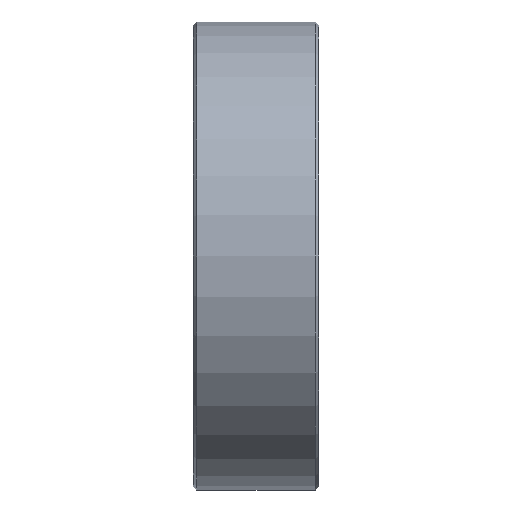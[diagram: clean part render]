
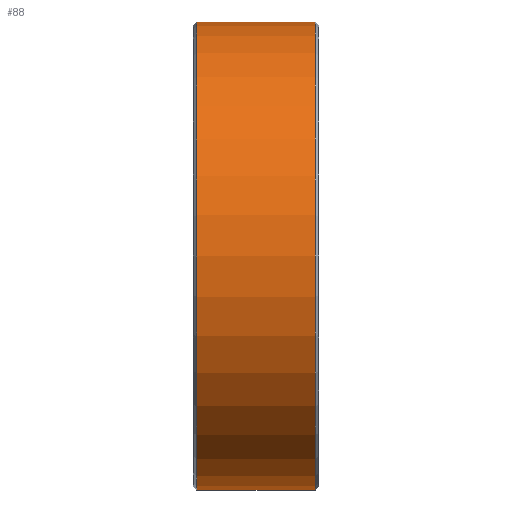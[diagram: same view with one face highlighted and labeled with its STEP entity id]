
A CAD part, left-side view. The second image highlights one B-rep face of the part: STEP entity #88.
In plain terms, the highlighted cylindrical face has radius 7.475 mm (diameter 14.95 mm), a partial arc.
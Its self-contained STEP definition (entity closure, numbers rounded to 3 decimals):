
#6 = CARTESIAN_POINT ( 'NONE',  ( 0., -1.9, 7.475 ) ) ;
#7 = CARTESIAN_POINT ( 'NONE',  ( 0., 1.9, -7.475 ) ) ;
#22 = CIRCLE ( 'NONE', #187, 7.475 ) ;
#35 = DIRECTION ( 'NONE',  ( 0., -1., 0. ) ) ;
#65 = CARTESIAN_POINT ( 'NONE',  ( 0., 1.9, 0. ) ) ;
#78 = AXIS2_PLACEMENT_3D ( 'NONE', #161, #341, #282 ) ;
#84 = LINE ( 'NONE', #272, #370 ) ;
#85 = AXIS2_PLACEMENT_3D ( 'NONE', #344, #97, #205 ) ;
#88 = ADVANCED_FACE ( 'NONE', ( #262 ), #263, .T. ) ;
#97 = DIRECTION ( 'NONE',  ( 0., -1., 0. ) ) ;
#101 = DIRECTION ( 'NONE',  ( 0., 0., 1. ) ) ;
#125 = EDGE_CURVE ( 'NONE', #275, #439, #347, .T. ) ;
#154 = ORIENTED_EDGE ( 'NONE', *, *, #367, .F. ) ;
#161 = CARTESIAN_POINT ( 'NONE',  ( 0., -1.9, 0. ) ) ;
#165 = CARTESIAN_POINT ( 'NONE',  ( 0., 1.9, 7.475 ) ) ;
#178 = EDGE_CURVE ( 'NONE', #265, #275, #84, .T. ) ;
#180 = VERTEX_POINT ( 'NONE', #165 ) ;
#187 = AXIS2_PLACEMENT_3D ( 'NONE', #65, #243, #101 ) ;
#191 = LINE ( 'NONE', #248, #276 ) ;
#205 = DIRECTION ( 'NONE',  ( 0., 0., -1. ) ) ;
#209 = EDGE_LOOP ( 'NONE', ( #154, #405, #390, #401 ) ) ;
#243 = DIRECTION ( 'NONE',  ( 0., -1., 0. ) ) ;
#248 = CARTESIAN_POINT ( 'NONE',  ( 0., 2., 7.475 ) ) ;
#262 = FACE_OUTER_BOUND ( 'NONE', #209, .T. ) ;
#263 = CYLINDRICAL_SURFACE ( 'NONE', #85, 7.475 ) ;
#265 = VERTEX_POINT ( 'NONE', #7 ) ;
#272 = CARTESIAN_POINT ( 'NONE',  ( 0., 2., -7.475 ) ) ;
#275 = VERTEX_POINT ( 'NONE', #279 ) ;
#276 = VECTOR ( 'NONE', #35, 1000. ) ;
#279 = CARTESIAN_POINT ( 'NONE',  ( 0., -1.9, -7.475 ) ) ;
#282 = DIRECTION ( 'NONE',  ( 0., 0., 1. ) ) ;
#341 = DIRECTION ( 'NONE',  ( 0., 1., 0. ) ) ;
#343 = DIRECTION ( 'NONE',  ( 0., -1., 0. ) ) ;
#344 = CARTESIAN_POINT ( 'NONE',  ( 0., 2., 0. ) ) ;
#347 = CIRCLE ( 'NONE', #78, 7.475 ) ;
#359 = EDGE_CURVE ( 'NONE', #180, #265, #22, .T. ) ;
#367 = EDGE_CURVE ( 'NONE', #180, #439, #191, .T. ) ;
#370 = VECTOR ( 'NONE', #343, 1000. ) ;
#390 = ORIENTED_EDGE ( 'NONE', *, *, #178, .T. ) ;
#401 = ORIENTED_EDGE ( 'NONE', *, *, #125, .T. ) ;
#405 = ORIENTED_EDGE ( 'NONE', *, *, #359, .T. ) ;
#439 = VERTEX_POINT ( 'NONE', #6 ) ;
